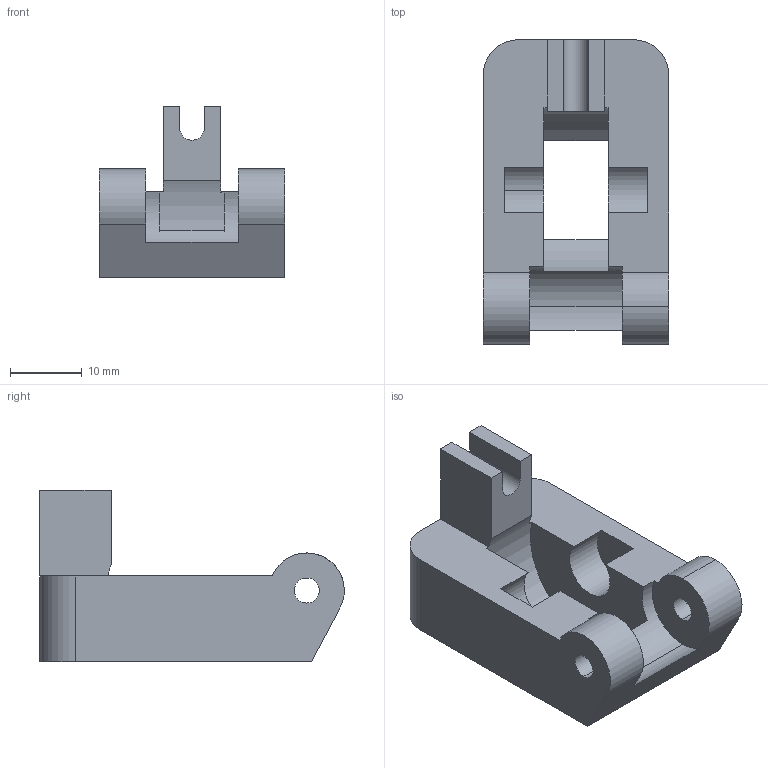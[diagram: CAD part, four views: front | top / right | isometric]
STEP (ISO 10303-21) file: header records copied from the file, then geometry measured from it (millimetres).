
FILE_DESCRIPTION (( 'STEP AP203' ), '1' );
FILE_NAME ('E-IDLER.STEP');
FILE_SCHEMA (( 'CONFIG_CONTROL_DESIGN' ));
Length unit declared in the file: millimetre
Products named in the file (1): E-IDLER
Bounding box: 26 x 42.59 x 24 mm (x, y, z)
Volume: 9907.3 mm3; surface area: 4917.6 mm2
Topology: 1 solids, 1 shells, 37 faces, 108 edges, 72 vertices
Faces by surface type: plane 20, cylinder 17
Entity records: 1329 total; most frequent: DIRECTION 222, CARTESIAN_POINT 218, ORIENTED_EDGE 216, EDGE_CURVE 108, AXIS2_PLACEMENT_3D 76, VERTEX_POINT 72, VECTOR 70, LINE 70
